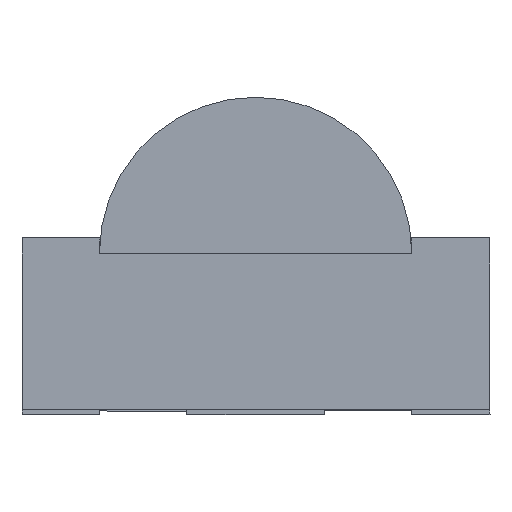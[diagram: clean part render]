
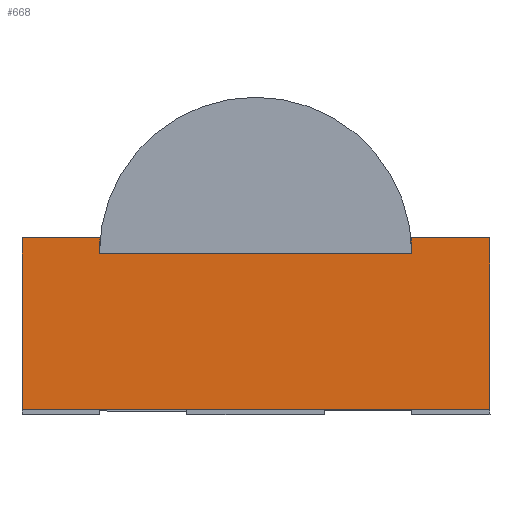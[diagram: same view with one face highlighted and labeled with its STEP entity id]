
A CAD part, top view. The second image highlights one B-rep face of the part: STEP entity #668.
In plain terms, the highlighted planar face has unit normal (0, 0, 1).
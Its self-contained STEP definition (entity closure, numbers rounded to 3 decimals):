
#36=FACE_OUTER_BOUND('',#78,.T.);
#78=EDGE_LOOP('',(#471,#472,#473,#474,#475,#476,#477,#478,#479));
#112=CIRCLE('',#726,1.);
#113=CIRCLE('',#729,1.);
#132=LINE('',#989,#208);
#134=LINE('',#993,#210);
#136=LINE('',#997,#212);
#139=LINE('',#1005,#215);
#142=LINE('',#1013,#218);
#144=LINE('',#1017,#220);
#146=LINE('',#1020,#222);
#208=VECTOR('',#793,10.);
#210=VECTOR('',#797,10.);
#212=VECTOR('',#801,10.);
#215=VECTOR('',#810,10.);
#218=VECTOR('',#819,10.);
#220=VECTOR('',#823,10.);
#222=VECTOR('',#827,10.);
#285=VERTEX_POINT('',#986);
#286=VERTEX_POINT('',#988);
#287=VERTEX_POINT('',#992);
#288=VERTEX_POINT('',#996);
#289=VERTEX_POINT('',#1000);
#290=VERTEX_POINT('',#1004);
#291=VERTEX_POINT('',#1008);
#292=VERTEX_POINT('',#1012);
#293=VERTEX_POINT('',#1016);
#346=EDGE_CURVE('',#286,#285,#132,.T.);
#348=EDGE_CURVE('',#287,#286,#134,.T.);
#350=EDGE_CURVE('',#288,#287,#136,.T.);
#352=EDGE_CURVE('',#289,#288,#112,.T.);
#354=EDGE_CURVE('',#290,#289,#139,.T.);
#356=EDGE_CURVE('',#291,#290,#113,.T.);
#358=EDGE_CURVE('',#292,#291,#142,.T.);
#360=EDGE_CURVE('',#293,#292,#144,.T.);
#362=EDGE_CURVE('',#285,#293,#146,.T.);
#471=ORIENTED_EDGE('',*,*,#362,.T.);
#472=ORIENTED_EDGE('',*,*,#360,.T.);
#473=ORIENTED_EDGE('',*,*,#358,.T.);
#474=ORIENTED_EDGE('',*,*,#356,.T.);
#475=ORIENTED_EDGE('',*,*,#354,.T.);
#476=ORIENTED_EDGE('',*,*,#352,.T.);
#477=ORIENTED_EDGE('',*,*,#350,.T.);
#478=ORIENTED_EDGE('',*,*,#348,.T.);
#479=ORIENTED_EDGE('',*,*,#346,.T.);
#614=PLANE('',#733);
#668=ADVANCED_FACE('',(#36),#614,.T.);
#726=AXIS2_PLACEMENT_3D('',#1001,#805,#806);
#729=AXIS2_PLACEMENT_3D('',#1009,#814,#815);
#733=AXIS2_PLACEMENT_3D('',#1021,#828,#829);
#793=DIRECTION('',(1.,0.,0.));
#797=DIRECTION('',(0.,-1.,0.));
#801=DIRECTION('',(-1.,0.,0.));
#805=DIRECTION('center_axis',(0.,0.,-1.));
#806=DIRECTION('ref_axis',(1.,0.,0.));
#810=DIRECTION('',(-1.,0.,0.));
#814=DIRECTION('center_axis',(0.,0.,-1.));
#815=DIRECTION('ref_axis',(1.,0.,0.));
#819=DIRECTION('',(-1.,0.,0.));
#823=DIRECTION('',(0.,1.,0.));
#827=DIRECTION('',(1.,0.,0.));
#828=DIRECTION('center_axis',(0.,0.,1.));
#829=DIRECTION('ref_axis',(1.,0.,0.));
#986=CARTESIAN_POINT('',(0.,-1.,1.));
#988=CARTESIAN_POINT('',(-1.495,-1.,1.));
#989=CARTESIAN_POINT('',(0.,-1.,1.));
#992=CARTESIAN_POINT('',(-1.495,0.1,1.));
#993=CARTESIAN_POINT('',(-1.495,-1.,1.));
#996=CARTESIAN_POINT('',(-0.995,0.1,1.));
#997=CARTESIAN_POINT('',(-1.495,0.1,1.));
#1000=CARTESIAN_POINT('',(-1.,0.,1.));
#1001=CARTESIAN_POINT('Origin',(0.,0.,1.));
#1004=CARTESIAN_POINT('',(1.,0.,1.));
#1005=CARTESIAN_POINT('',(-1.,0.,1.));
#1008=CARTESIAN_POINT('',(0.995,0.1,1.));
#1009=CARTESIAN_POINT('Origin',(0.,0.,1.));
#1012=CARTESIAN_POINT('',(1.5,0.1,1.));
#1013=CARTESIAN_POINT('',(1.5,0.1,1.));
#1016=CARTESIAN_POINT('',(1.5,-1.,1.));
#1017=CARTESIAN_POINT('',(1.5,0.1,1.));
#1020=CARTESIAN_POINT('',(0.,-1.,1.));
#1021=CARTESIAN_POINT('Origin',(0.002,-0.45,
1.));
